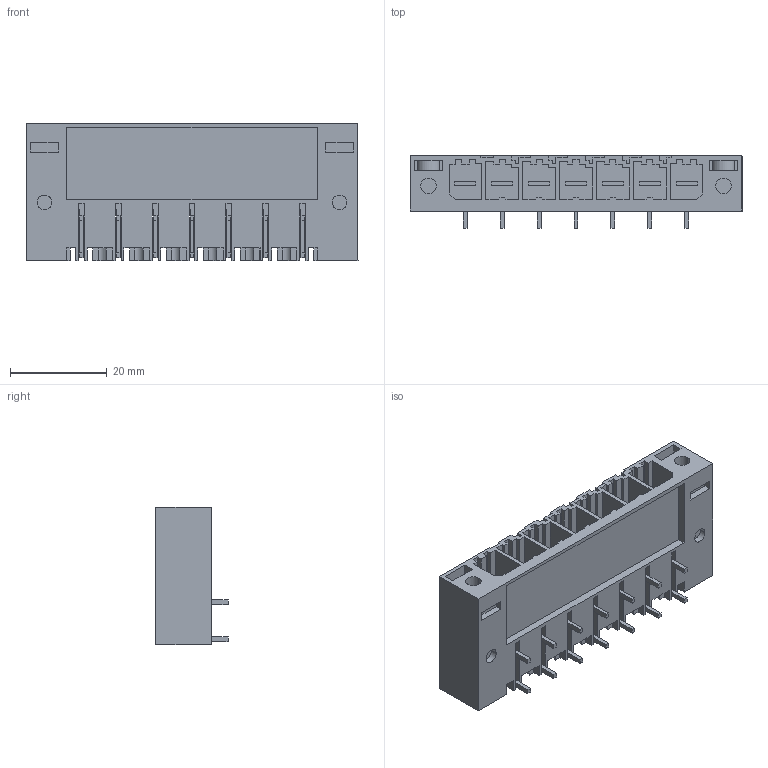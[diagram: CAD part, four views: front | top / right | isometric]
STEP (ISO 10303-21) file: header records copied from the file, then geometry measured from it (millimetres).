
FILE_DESCRIPTION(('CATIA V5 STEP Exchange','CAx-IF Rec.Pracs.--- Model Styling and Organization---1.2---2011-12-15'),'2;1');
FILE_NAME ('D1459381_0_1930430000_1930430000.stp','2017-04-28T06:50:22+00:00',('none'),('Weidmueller'),'CATIA Version 5-6 Release 2014','CATIA V5 STEP AP214','none');
FILE_SCHEMA(('AUTOMOTIVE_DESIGN { 1 0 10303 214 1 1 1 1 }'));
Length unit declared in the file: millimetre
Products named in the file (1): 1930430000
Bounding box: 68.58 x 14.9 x 28.3 mm (x, y, z)
Volume: 11431.4 mm3; surface area: 16269 mm2
Topology: 8 solids, 8 shells, 718 faces, 2089 edges, 1402 vertices
Faces by surface type: plane 660, cylinder 58
Entity records: 22861 total; most frequent: ORIENTED_EDGE 4178, CARTESIAN_POINT 4138, DIRECTION 3048, EDGE_CURVE 2089, VECTOR 1961, LINE 1961, VERTEX_POINT 1402, EDGE_LOOP 751
